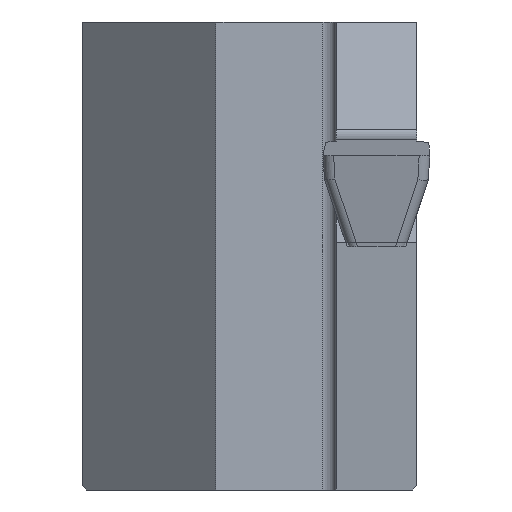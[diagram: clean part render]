
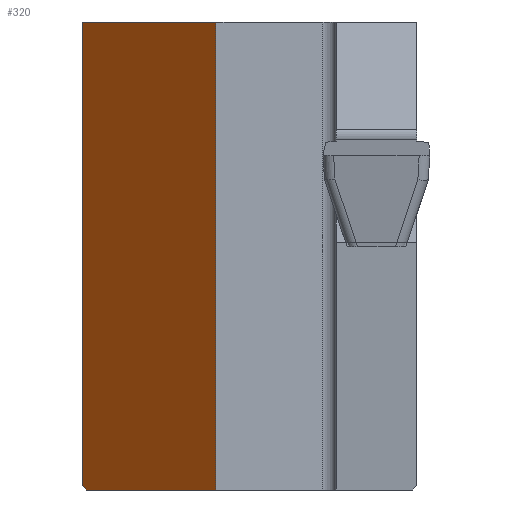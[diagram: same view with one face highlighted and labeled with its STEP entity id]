
A CAD part, left-side view. The second image highlights one B-rep face of the part: STEP entity #320.
In plain terms, the highlighted planar face has unit normal (-0.707, 0.707, 0).
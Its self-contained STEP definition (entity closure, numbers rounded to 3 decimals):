
#320=ADVANCED_FACE('',(#435),#382,.F.);
#382=PLANE('',#1443);
#435=FACE_OUTER_BOUND('',#498,.T.);
#498=EDGE_LOOP('',(#655,#656,#657,#658,#659));
#655=ORIENTED_EDGE('',*,*,#1011,.F.);
#656=ORIENTED_EDGE('',*,*,#1006,.F.);
#657=ORIENTED_EDGE('',*,*,#987,.F.);
#658=ORIENTED_EDGE('',*,*,#1000,.F.);
#659=ORIENTED_EDGE('',*,*,#1004,.F.);
#880=VERTEX_POINT('',#1855);
#881=VERTEX_POINT('',#1857);
#892=VERTEX_POINT('',#1882);
#894=VERTEX_POINT('',#1890);
#896=VERTEX_POINT('',#1896);
#987=EDGE_CURVE('',#880,#881,#1151,.T.);
#1000=EDGE_CURVE('',#892,#880,#1162,.T.);
#1004=EDGE_CURVE('',#894,#892,#1166,.T.);
#1006=EDGE_CURVE('',#881,#896,#1168,.T.);
#1011=EDGE_CURVE('',#896,#894,#1172,.T.);
#1151=LINE('',#1856,#1286);
#1162=LINE('',#1883,#1297);
#1166=LINE('',#1892,#1301);
#1168=LINE('',#1895,#1303);
#1172=LINE('',#1903,#1307);
#1286=VECTOR('',#1523,1.);
#1297=VECTOR('',#1542,1.);
#1301=VECTOR('',#1550,1.);
#1303=VECTOR('',#1554,1.);
#1307=VECTOR('',#1562,1.);
#1443=AXIS2_PLACEMENT_3D('',#1975,#1637,#1638);
#1523=DIRECTION('',(-0.707,-0.707,0.));
#1542=DIRECTION('',(0.,0.,1.));
#1550=DIRECTION('',(0.577,0.577,0.577));
#1554=DIRECTION('',(0.,0.,-1.));
#1562=DIRECTION('',(0.707,0.707,0.));
#1637=DIRECTION('',(0.707,-0.707,0.));
#1638=DIRECTION('',(0.707,0.707,0.));
#1855=CARTESIAN_POINT('',(41.,0.,10.));
#1856=CARTESIAN_POINT('',(31.,-10.,10.));
#1857=CARTESIAN_POINT('',(31.,-10.,10.));
#1882=CARTESIAN_POINT('',(41.,0.,-24.7));
#1883=CARTESIAN_POINT('',(41.,0.,-30.));
#1890=CARTESIAN_POINT('',(40.7,-0.3,-25.));
#1892=CARTESIAN_POINT('',(32.567,-8.433,-33.133));
#1895=CARTESIAN_POINT('',(31.,-10.,-30.));
#1896=CARTESIAN_POINT('',(31.,-10.,-25.));
#1903=CARTESIAN_POINT('',(31.,-10.,-25.));
#1975=CARTESIAN_POINT('',(31.,-10.,-30.));
